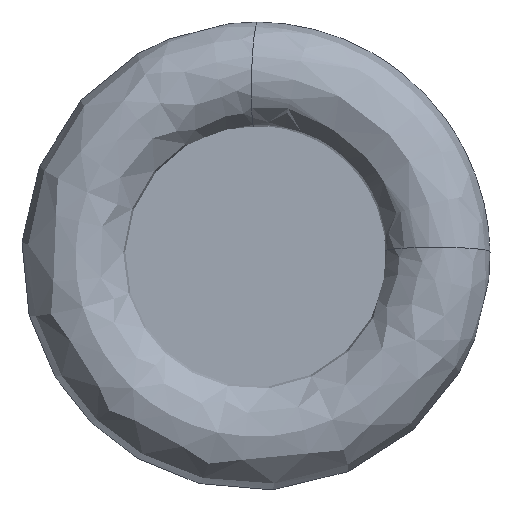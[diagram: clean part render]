
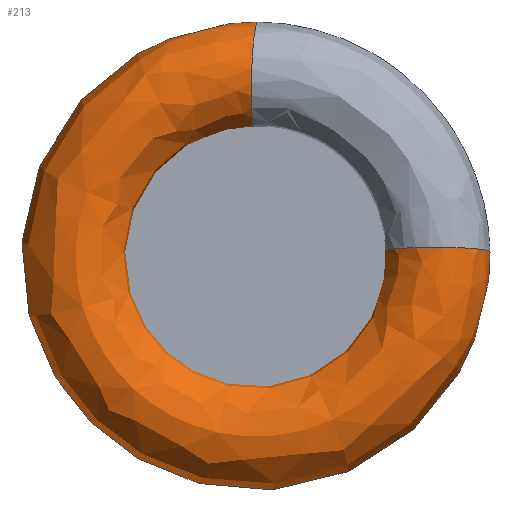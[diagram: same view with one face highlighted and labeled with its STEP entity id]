
A CAD part, left-side view. The second image highlights one B-rep face of the part: STEP entity #213.
In plain terms, the highlighted free-form (B-spline) face has degree [3, 3] with [7, 7] control points.
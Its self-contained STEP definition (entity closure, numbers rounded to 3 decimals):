
#213=ADVANCED_FACE('',(#236,#237),#234,.F.);
#234=(
BOUNDED_SURFACE()
B_SPLINE_SURFACE(3,3,((#533,#534,#535,#536,#537,#538,#539),(#540,#541,#542,
#543,#544,#545,#546),(#547,#548,#549,#550,#551,#552,#553),(#554,#555,#556,
#557,#558,#559,#560),(#561,#562,#563,#564,#565,#566,#567),(#568,#569,#570,
#571,#572,#573,#574),(#575,#576,#577,#578,#579,#580,#581)),
 .UNSPECIFIED.,.T.,.F.,.F.)
B_SPLINE_SURFACE_WITH_KNOTS((1,3,3,3,1),(4,3,4),(-0.5,0.,0.5,1.,1.5),(0.,
0.5,1.),.UNSPECIFIED.)
GEOMETRIC_REPRESENTATION_ITEM()
RATIONAL_B_SPLINE_SURFACE(((1.,0.584,0.584,1.,0.584,
0.584,1.),(0.333,0.195,0.195,
0.333,0.195,0.195,0.333),
(0.333,0.195,0.195,0.333,
0.195,0.195,0.333),(1.,0.584,
0.584,1.,0.584,0.584,1.),(0.333,
0.195,0.195,0.333,0.195,
0.195,0.333),(0.333,0.195,
0.195,0.333,0.195,0.195,
0.333),(1.,0.584,0.584,1.,0.584,
0.584,1.)))
REPRESENTATION_ITEM('')
SURFACE()
);
#236=FACE_BOUND('',#274,.T.);
#237=FACE_BOUND('',#275,.T.);
#274=EDGE_LOOP('',(#314));
#275=EDGE_LOOP('',(#315));
#314=ORIENTED_EDGE('',*,*,#374,.T.);
#315=ORIENTED_EDGE('',*,*,#375,.F.);
#354=VERTEX_POINT('',#530);
#355=VERTEX_POINT('',#532);
#374=EDGE_CURVE('',#354,#354,#394,.T.);
#375=EDGE_CURVE('',#355,#355,#395,.T.);
#394=CIRCLE('',#415,6.);
#395=CIRCLE('',#416,6.);
#415=AXIS2_PLACEMENT_3D('',#529,#453,#454);
#416=AXIS2_PLACEMENT_3D('',#531,#455,#456);
#453=DIRECTION('',(0.087,0.996,0.026));
#454=DIRECTION('',(0.996,-0.087,-0.002));
#455=DIRECTION('',(0.087,0.,0.996));
#456=DIRECTION('',(0.996,0.,-0.087));
#529=CARTESIAN_POINT('',(5.977,-0.044,20.001));
#530=CARTESIAN_POINT('',(11.954,-0.566,19.988));
#531=CARTESIAN_POINT('',(5.977,-19.996,0.477));
#532=CARTESIAN_POINT('',(11.954,-19.996,-0.046));
#533=CARTESIAN_POINT('',(11.954,-19.996,-0.046));
#534=CARTESIAN_POINT('',(11.954,-19.947,-21.175));
#535=CARTESIAN_POINT('',(11.954,-0.356,-29.088));
#536=CARTESIAN_POINT('',(11.954,14.354,-13.921));
#537=CARTESIAN_POINT('',(11.954,29.064,1.247));
#538=CARTESIAN_POINT('',(11.954,20.554,20.586));
#539=CARTESIAN_POINT('',(11.954,-0.566,19.988));
#540=CARTESIAN_POINT('',(11.954,-7.996,-0.046));
#541=CARTESIAN_POINT('',(11.954,-7.947,-8.495));
#542=CARTESIAN_POINT('',(11.954,-0.102,-11.632));
#543=CARTESIAN_POINT('',(11.954,5.759,-5.547));
#544=CARTESIAN_POINT('',(11.954,11.62,0.539));
#545=CARTESIAN_POINT('',(11.954,8.191,8.26));
#546=CARTESIAN_POINT('',(11.954,-0.254,7.992));
#547=CARTESIAN_POINT('',(0.,-7.996,1.));
#548=CARTESIAN_POINT('',(0.,-9.052,-7.449));
#549=CARTESIAN_POINT('',(0.,-1.624,-11.61));
#550=CARTESIAN_POINT('',(0.,5.029,-6.296));
#551=CARTESIAN_POINT('',(0.,11.682,-0.982));
#552=CARTESIAN_POINT('',(0.,9.265,7.183));
#553=CARTESIAN_POINT('',(0.,0.791,8.019));
#554=CARTESIAN_POINT('',(0.,-19.996,1.));
#555=CARTESIAN_POINT('',(0.,-21.052,-20.129));
#556=CARTESIAN_POINT('',(0.,-1.877,-29.066));
#557=CARTESIAN_POINT('',(0.,13.624,-14.67));
#558=CARTESIAN_POINT('',(0.,29.126,-0.274));
#559=CARTESIAN_POINT('',(0.,21.628,19.509));
#560=CARTESIAN_POINT('',(0.,0.479,20.015));
#561=CARTESIAN_POINT('',(0.,-31.996,1.));
#562=CARTESIAN_POINT('',(0.,-33.052,-32.809));
#563=CARTESIAN_POINT('',(0.,-2.131,-46.523));
#564=CARTESIAN_POINT('',(0.,22.219,-23.044));
#565=CARTESIAN_POINT('',(0.,46.569,0.434));
#566=CARTESIAN_POINT('',(0.,33.992,31.835));
#567=CARTESIAN_POINT('',(0.,0.167,32.011));
#568=CARTESIAN_POINT('',(11.954,-31.996,-0.046));
#569=CARTESIAN_POINT('',(11.954,-31.947,-33.855));
#570=CARTESIAN_POINT('',(11.954,-0.61,-46.545));
#571=CARTESIAN_POINT('',(11.954,22.949,-22.295));
#572=CARTESIAN_POINT('',(11.954,46.508,1.955));
#573=CARTESIAN_POINT('',(11.954,32.918,32.912));
#574=CARTESIAN_POINT('',(11.954,-0.879,31.984));
#575=CARTESIAN_POINT('',(11.954,-19.996,-0.046));
#576=CARTESIAN_POINT('',(11.954,-19.947,-21.175));
#577=CARTESIAN_POINT('',(11.954,-0.356,-29.088));
#578=CARTESIAN_POINT('',(11.954,14.354,-13.921));
#579=CARTESIAN_POINT('',(11.954,29.064,1.247));
#580=CARTESIAN_POINT('',(11.954,20.554,20.586));
#581=CARTESIAN_POINT('',(11.954,-0.566,19.988));
